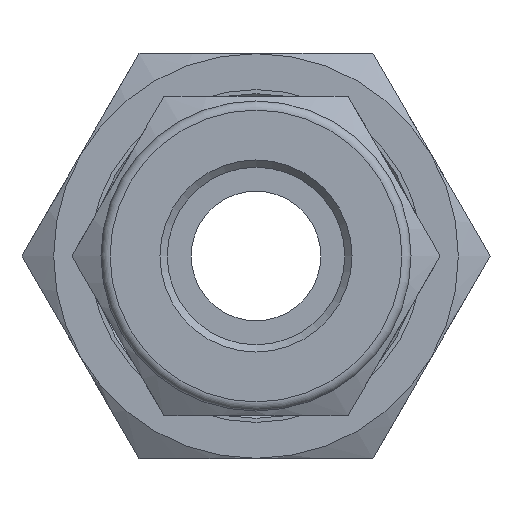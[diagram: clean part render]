
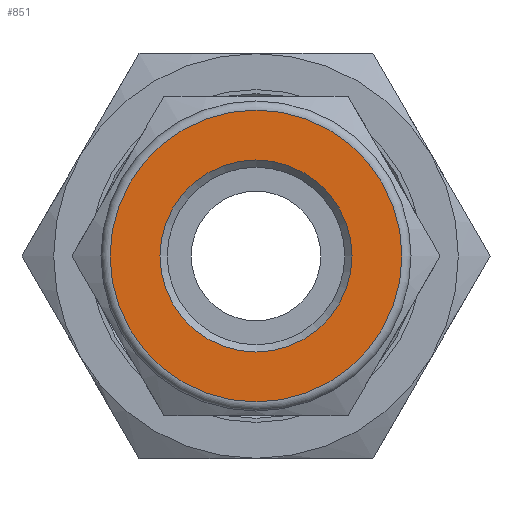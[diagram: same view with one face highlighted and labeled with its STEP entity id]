
A CAD part, left-side view. The second image highlights one B-rep face of the part: STEP entity #851.
In plain terms, the highlighted planar face has unit normal (-1, 0, 0).
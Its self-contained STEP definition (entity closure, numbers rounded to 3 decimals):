
#53=FACE_BOUND('',#208,.T.);
#85=CIRCLE('',#941,8.);
#99=CIRCLE('',#967,5.265);
#148=FACE_OUTER_BOUND('',#207,.T.);
#207=EDGE_LOOP('',(#705));
#208=EDGE_LOOP('',(#706));
#386=VERTEX_POINT('',#1417);
#398=VERTEX_POINT('',#1463);
#483=EDGE_CURVE('',#386,#386,#85,.T.);
#505=EDGE_CURVE('',#398,#398,#99,.T.);
#705=ORIENTED_EDGE('',*,*,#483,.F.);
#706=ORIENTED_EDGE('',*,*,#505,.T.);
#806=PLANE('',#968);
#851=ADVANCED_FACE('',(#148,#53),#806,.T.);
#941=AXIS2_PLACEMENT_3D('',#1419,#1122,#1123);
#967=AXIS2_PLACEMENT_3D('',#1465,#1182,#1183);
#968=AXIS2_PLACEMENT_3D('',#1466,#1184,#1185);
#1122=DIRECTION('center_axis',(1.,0.,0.));
#1123=DIRECTION('ref_axis',(0.,0.,-1.));
#1182=DIRECTION('center_axis',(1.,0.,0.));
#1183=DIRECTION('ref_axis',(0.,0.,-1.));
#1184=DIRECTION('center_axis',(-1.,0.,0.));
#1185=DIRECTION('ref_axis',(0.,0.,1.));
#1417=CARTESIAN_POINT('',(0.,0.,8.));
#1419=CARTESIAN_POINT('Origin',(0.,0.,
0.));
#1463=CARTESIAN_POINT('',(0.,-5.265,0.));
#1465=CARTESIAN_POINT('Origin',(0.,0.,
0.));
#1466=CARTESIAN_POINT('Origin',(0.,8.,0.));
